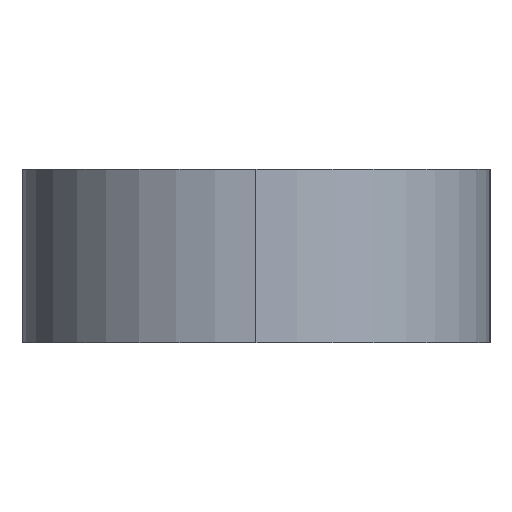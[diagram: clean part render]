
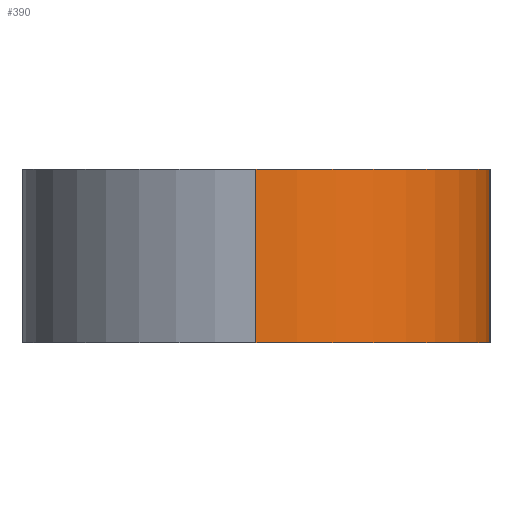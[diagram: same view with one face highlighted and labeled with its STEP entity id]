
A CAD part, left-side view. The second image highlights one B-rep face of the part: STEP entity #390.
In plain terms, the highlighted cylindrical face has radius 13.5 mm (diameter 27 mm), a partial arc.
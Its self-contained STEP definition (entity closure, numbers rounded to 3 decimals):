
#4 = CARTESIAN_POINT ( 'NONE',  ( 0., 0., 0. ) ) ;
#5 = CARTESIAN_POINT ( 'NONE',  ( 0., -13.5, 0. ) ) ;
#9 = VECTOR ( 'NONE', #368, 1000. ) ;
#20 = LINE ( 'NONE', #382, #207 ) ;
#37 = DIRECTION ( 'NONE',  ( 0., 0., 1. ) ) ;
#42 = LINE ( 'NONE', #167, #9 ) ;
#69 = CIRCLE ( 'NONE', #110, 13.5 ) ;
#84 = VERTEX_POINT ( 'NONE', #5 ) ;
#90 = ORIENTED_EDGE ( 'NONE', *, *, #211, .F. ) ;
#92 = DIRECTION ( 'NONE',  ( 0., 0., -1. ) ) ;
#97 = EDGE_CURVE ( 'NONE', #189, #84, #381, .T. ) ;
#107 = CARTESIAN_POINT ( 'NONE',  ( 0., -13.5, 10. ) ) ;
#110 = AXIS2_PLACEMENT_3D ( 'NONE', #400, #37, #137 ) ;
#113 = CARTESIAN_POINT ( 'NONE',  ( -13.5, 0., 10. ) ) ;
#116 = DIRECTION ( 'NONE',  ( -1., 0., 0. ) ) ;
#121 = AXIS2_PLACEMENT_3D ( 'NONE', #407, #221, #116 ) ;
#137 = DIRECTION ( 'NONE',  ( 1., 0., 0. ) ) ;
#148 = CYLINDRICAL_SURFACE ( 'NONE', #121, 13.5 ) ;
#155 = EDGE_LOOP ( 'NONE', ( #90, #376, #379, #424 ) ) ;
#167 = CARTESIAN_POINT ( 'NONE',  ( 0., -13.5, 10. ) ) ;
#187 = VERTEX_POINT ( 'NONE', #107 ) ;
#189 = VERTEX_POINT ( 'NONE', #302 ) ;
#196 = EDGE_CURVE ( 'NONE', #187, #84, #42, .T. ) ;
#207 = VECTOR ( 'NONE', #92, 1000. ) ;
#211 = EDGE_CURVE ( 'NONE', #413, #187, #69, .T. ) ;
#221 = DIRECTION ( 'NONE',  ( 0., 0., -1. ) ) ;
#269 = DIRECTION ( 'NONE',  ( 0., 0., 1. ) ) ;
#302 = CARTESIAN_POINT ( 'NONE',  ( -13.5, 0., 0. ) ) ;
#331 = AXIS2_PLACEMENT_3D ( 'NONE', #4, #269, #338 ) ;
#338 = DIRECTION ( 'NONE',  ( 1., 0., 0. ) ) ;
#368 = DIRECTION ( 'NONE',  ( 0., 0., -1. ) ) ;
#376 = ORIENTED_EDGE ( 'NONE', *, *, #410, .T. ) ;
#379 = ORIENTED_EDGE ( 'NONE', *, *, #97, .T. ) ;
#381 = CIRCLE ( 'NONE', #331, 13.5 ) ;
#382 = CARTESIAN_POINT ( 'NONE',  ( -13.5, 0., 10. ) ) ;
#390 = ADVANCED_FACE ( 'NONE', ( #405 ), #148, .T. ) ;
#400 = CARTESIAN_POINT ( 'NONE',  ( 0., 0., 10. ) ) ;
#405 = FACE_OUTER_BOUND ( 'NONE', #155, .T. ) ;
#407 = CARTESIAN_POINT ( 'NONE',  ( 0., 0., 10. ) ) ;
#410 = EDGE_CURVE ( 'NONE', #413, #189, #20, .T. ) ;
#413 = VERTEX_POINT ( 'NONE', #113 ) ;
#424 = ORIENTED_EDGE ( 'NONE', *, *, #196, .F. ) ;
